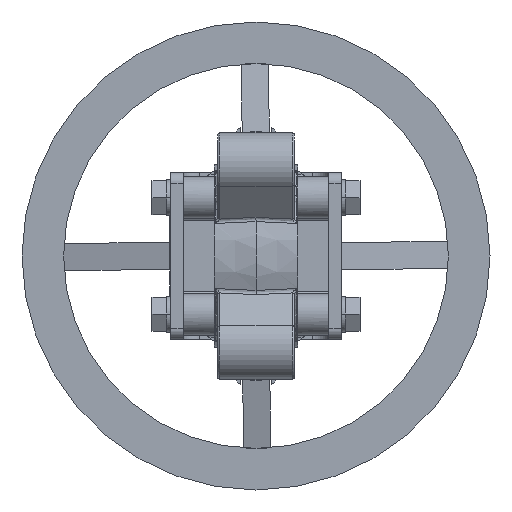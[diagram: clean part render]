
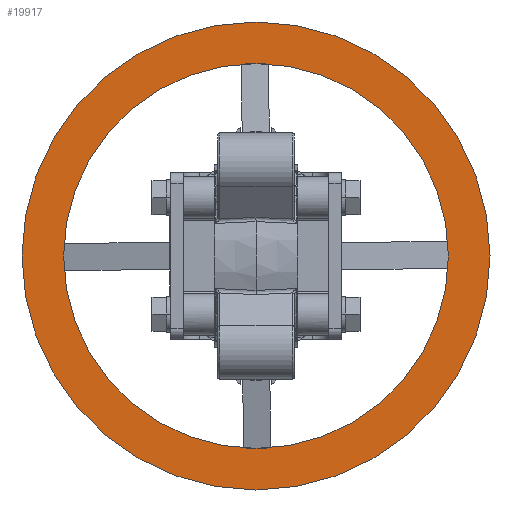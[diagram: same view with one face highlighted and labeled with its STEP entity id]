
A CAD part, front view. The second image highlights one B-rep face of the part: STEP entity #19917.
In plain terms, the highlighted planar face has unit normal (0, -1, 0).
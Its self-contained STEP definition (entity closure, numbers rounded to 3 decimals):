
#19582 = VERTEX_POINT ( 'NONE', #22541 ) ;
#19583 = VERTEX_POINT ( 'NONE', #22540 ) ;
#19596 = EDGE_CURVE ( 'NONE', #19583, #19582, #23058, .T. ) ;
#19707 = ORIENTED_EDGE ( 'NONE', *, *, #19821, .T. ) ;
#19710 = ORIENTED_EDGE ( 'NONE', *, *, #19931, .T. ) ;
#19757 = VERTEX_POINT ( 'NONE', #23808 ) ;
#19818 = VERTEX_POINT ( 'NONE', #24441 ) ;
#19821 = EDGE_CURVE ( 'NONE', #19757, #19818, #24527, .T. ) ;
#19891 = EDGE_LOOP ( 'NONE', ( #19920, #19950 ) ) ;
#19917 = ADVANCED_FACE ( 'NONE', ( #24582, #24914 ), #24908, .F. ) ;
#19920 = ORIENTED_EDGE ( 'NONE', *, *, #19596, .F. ) ;
#19931 = EDGE_CURVE ( 'NONE', #19818, #19757, #24906, .T. ) ;
#19934 = EDGE_CURVE ( 'NONE', #19582, #19583, #24896, .T. ) ;
#19950 = ORIENTED_EDGE ( 'NONE', *, *, #19934, .F. ) ;
#19951 = EDGE_LOOP ( 'NONE', ( #19707, #19710 ) ) ;
#22540 = CARTESIAN_POINT ( 'NONE',  ( -92.5, 261., 0. ) ) ;
#22541 = CARTESIAN_POINT ( 'NONE',  ( 92.5, 261., 0. ) ) ;
#22882 = AXIS2_PLACEMENT_3D ( 'NONE', #22894, #22928, #23099 ) ;
#22894 = CARTESIAN_POINT ( 'NONE',  ( 0., 261., 0. ) ) ;
#22928 = DIRECTION ( 'NONE',  ( 0., -1., 0. ) ) ;
#23058 = CIRCLE ( 'NONE', #22882, 92.5 ) ;
#23099 = DIRECTION ( 'NONE',  ( 1., 0., 0. ) ) ;
#23808 = CARTESIAN_POINT ( 'NONE',  ( 112.5, 261., 0. ) ) ;
#24441 = CARTESIAN_POINT ( 'NONE',  ( -112.5, 261., 0. ) ) ;
#24468 = DIRECTION ( 'NONE',  ( 1., 0., 0. ) ) ;
#24471 = DIRECTION ( 'NONE',  ( 0., -1., 0. ) ) ;
#24473 = CARTESIAN_POINT ( 'NONE',  ( 0., 261., 0. ) ) ;
#24507 = AXIS2_PLACEMENT_3D ( 'NONE', #24473, #24471, #24468 ) ;
#24527 = CIRCLE ( 'NONE', #24507, 112.5 ) ;
#24568 = AXIS2_PLACEMENT_3D ( 'NONE', #24587, #24586, #24585 ) ;
#24582 = FACE_BOUND ( 'NONE', #19891, .T. ) ;
#24585 = DIRECTION ( 'NONE',  ( -1., 0., 0. ) ) ;
#24586 = DIRECTION ( 'NONE',  ( 0., 1., 0. ) ) ;
#24587 = CARTESIAN_POINT ( 'NONE',  ( 0., 261., -92.5 ) ) ;
#24677 = DIRECTION ( 'NONE',  ( 1., 0., 0. ) ) ;
#24678 = DIRECTION ( 'NONE',  ( 0., -1., 0. ) ) ;
#24845 = DIRECTION ( 'NONE',  ( 1., 0., 0. ) ) ;
#24847 = DIRECTION ( 'NONE',  ( 0., -1., 0. ) ) ;
#24848 = CARTESIAN_POINT ( 'NONE',  ( 0., 261., 0. ) ) ;
#24868 = CARTESIAN_POINT ( 'NONE',  ( 0., 261., 0. ) ) ;
#24892 = AXIS2_PLACEMENT_3D ( 'NONE', #24848, #24847, #24845 ) ;
#24893 = AXIS2_PLACEMENT_3D ( 'NONE', #24868, #24678, #24677 ) ;
#24896 = CIRCLE ( 'NONE', #24892, 92.5 ) ;
#24906 = CIRCLE ( 'NONE', #24893, 112.5 ) ;
#24908 = PLANE ( 'NONE',  #24568 ) ;
#24914 = FACE_OUTER_BOUND ( 'NONE', #19951, .T. ) ;
